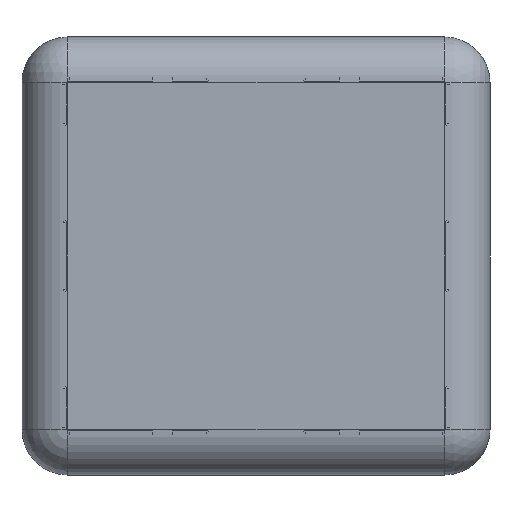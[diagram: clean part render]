
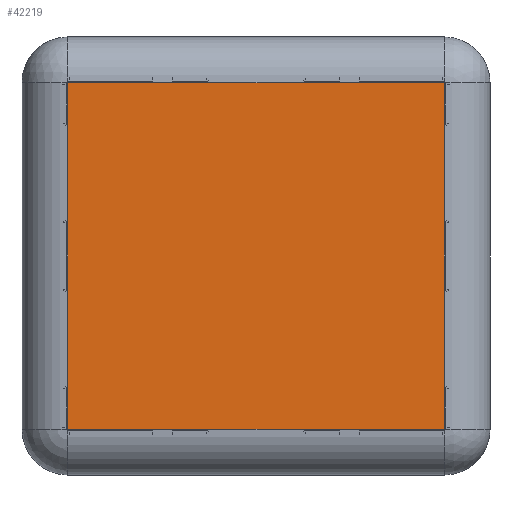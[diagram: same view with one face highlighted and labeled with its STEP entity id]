
A CAD part, front view. The second image highlights one B-rep face of the part: STEP entity #42219.
In plain terms, the highlighted planar face has unit normal (0, -1, 0).
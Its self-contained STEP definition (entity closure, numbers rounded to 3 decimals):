
#1524 = EDGE_CURVE ( 'NONE', #54357, #41825, #28957, .T. ) ;
#4651 = CARTESIAN_POINT ( 'NONE',  ( 329.865, -373.765, -303.614 ) ) ;
#5423 = VECTOR ( 'NONE', #45732, 1000. ) ;
#5603 = EDGE_CURVE ( 'NONE', #11887, #54357, #27156, .T. ) ;
#6066 = CARTESIAN_POINT ( 'NONE',  ( -329.865, -373.765, 303.614 ) ) ;
#6287 = ORIENTED_EDGE ( 'NONE', *, *, #11248, .T. ) ;
#9629 = PLANE ( 'NONE',  #31383 ) ;
#11248 = EDGE_CURVE ( 'NONE', #23716, #11887, #13361, .T. ) ;
#11887 = VERTEX_POINT ( 'NONE', #41060 ) ;
#12275 = LINE ( 'NONE', #24736, #5423 ) ;
#13109 = CARTESIAN_POINT ( 'NONE',  ( -329.865, -373.765, -383.614 ) ) ;
#13361 = LINE ( 'NONE', #13109, #29306 ) ;
#13883 = DIRECTION ( 'NONE',  ( 1., 0., 0. ) ) ;
#21848 = CARTESIAN_POINT ( 'NONE',  ( -369.865, -373.765, 343.614 ) ) ;
#23716 = VERTEX_POINT ( 'NONE', #6066 ) ;
#24736 = CARTESIAN_POINT ( 'NONE',  ( -409.865, -373.765, 303.614 ) ) ;
#25082 = DIRECTION ( 'NONE',  ( 0., 0., 1. ) ) ;
#26256 = DIRECTION ( 'NONE',  ( 1., 0., 0. ) ) ;
#27156 = LINE ( 'NONE', #51740, #41660 ) ;
#27316 = ORIENTED_EDGE ( 'NONE', *, *, #5603, .T. ) ;
#28957 = LINE ( 'NONE', #54376, #38557 ) ;
#29306 = VECTOR ( 'NONE', #39051, 1000. ) ;
#31383 = AXIS2_PLACEMENT_3D ( 'NONE', #21848, #34252, #26256 ) ;
#32653 = ORIENTED_EDGE ( 'NONE', *, *, #48637, .T. ) ;
#34000 = FACE_OUTER_BOUND ( 'NONE', #49899, .T. ) ;
#34252 = DIRECTION ( 'NONE',  ( 0., 1., 0. ) ) ;
#38557 = VECTOR ( 'NONE', #25082, 1000. ) ;
#38970 = ORIENTED_EDGE ( 'NONE', *, *, #1524, .T. ) ;
#39051 = DIRECTION ( 'NONE',  ( 0., 0., -1. ) ) ;
#41060 = CARTESIAN_POINT ( 'NONE',  ( -329.865, -373.765, -303.614 ) ) ;
#41660 = VECTOR ( 'NONE', #13883, 1000. ) ;
#41825 = VERTEX_POINT ( 'NONE', #45411 ) ;
#42219 = ADVANCED_FACE ( 'NONE', ( #34000 ), #9629, .F. ) ;
#45411 = CARTESIAN_POINT ( 'NONE',  ( 329.865, -373.765, 303.614 ) ) ;
#45732 = DIRECTION ( 'NONE',  ( -1., 0., 0. ) ) ;
#48637 = EDGE_CURVE ( 'NONE', #41825, #23716, #12275, .T. ) ;
#49899 = EDGE_LOOP ( 'NONE', ( #27316, #38970, #32653, #6287 ) ) ;
#51740 = CARTESIAN_POINT ( 'NONE',  ( 409.865, -373.765, -303.614 ) ) ;
#54357 = VERTEX_POINT ( 'NONE', #4651 ) ;
#54376 = CARTESIAN_POINT ( 'NONE',  ( 329.865, -373.765, 383.614 ) ) ;
